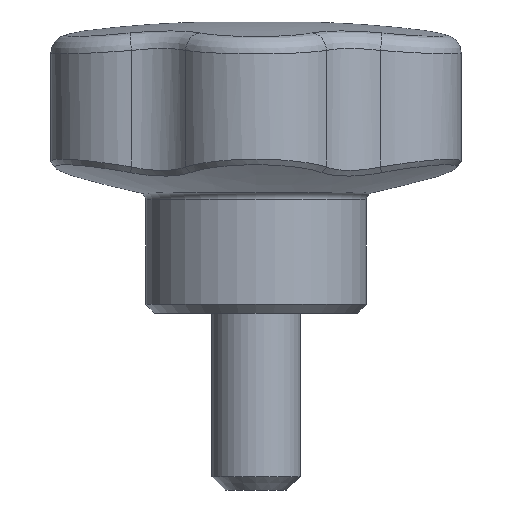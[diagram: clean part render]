
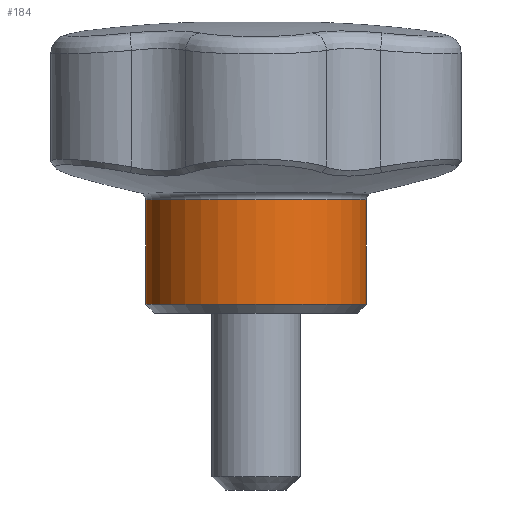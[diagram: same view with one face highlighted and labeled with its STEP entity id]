
A CAD part, front view. The second image highlights one B-rep face of the part: STEP entity #184.
In plain terms, the highlighted cylindrical face has radius 12.5 mm (diameter 25 mm), a full revolution.
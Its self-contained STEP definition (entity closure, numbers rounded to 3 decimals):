
#184 = ADVANCED_FACE( '', ( #378, #379 ), #380, .T. );
#378 = FACE_OUTER_BOUND( '', #2925, .T. );
#379 = FACE_OUTER_BOUND( '', #2926, .T. );
#380 = CYLINDRICAL_SURFACE( '', #2927, 12.5 );
#2925 = EDGE_LOOP( '', ( #3795 ) );
#2926 = EDGE_LOOP( '', ( #3796 ) );
#2927 = AXIS2_PLACEMENT_3D( '', #3797, #3798, #3799 );
#3795 = ORIENTED_EDGE( '', *, *, #3892, .T. );
#3796 = ORIENTED_EDGE( '', *, *, #4047, .T. );
#3797 = CARTESIAN_POINT( '', ( 0., 0., 32.9 ) );
#3798 = DIRECTION( '', ( 0., 0., -1. ) );
#3799 = DIRECTION( '', ( 0., -1., 0. ) );
#3892 = EDGE_CURVE( '', #4096, #4096, #4097, .F. );
#4047 = EDGE_CURVE( '', #4317, #4317, #4318, .T. );
#4096 = VERTEX_POINT( '', #4687 );
#4097 = CIRCLE( '', #4688, 12.5 );
#4317 = VERTEX_POINT( '', #6387 );
#4318 = CIRCLE( '', #6388, 12.5 );
#4687 = CARTESIAN_POINT( '', ( 0., -12.5, 12.852 ) );
#4688 = AXIS2_PLACEMENT_3D( '', #6658, #6659, #6660 );
#6387 = CARTESIAN_POINT( '', ( 0., -12.5, 1. ) );
#6388 = AXIS2_PLACEMENT_3D( '', #6772, #6773, #6774 );
#6658 = CARTESIAN_POINT( '', ( 0., 0., 12.852 ) );
#6659 = DIRECTION( '', ( 0., 0., 1. ) );
#6660 = DIRECTION( '', ( 0., -1., 0. ) );
#6772 = CARTESIAN_POINT( '', ( 0., 0., 1. ) );
#6773 = DIRECTION( '', ( 0., 0., 1. ) );
#6774 = DIRECTION( '', ( 0., -1., 0. ) );
